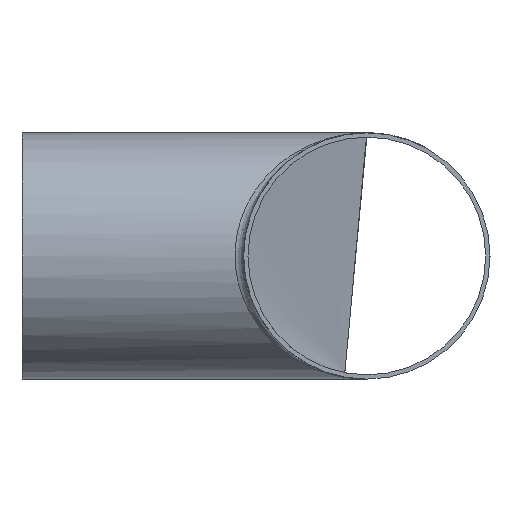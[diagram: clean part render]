
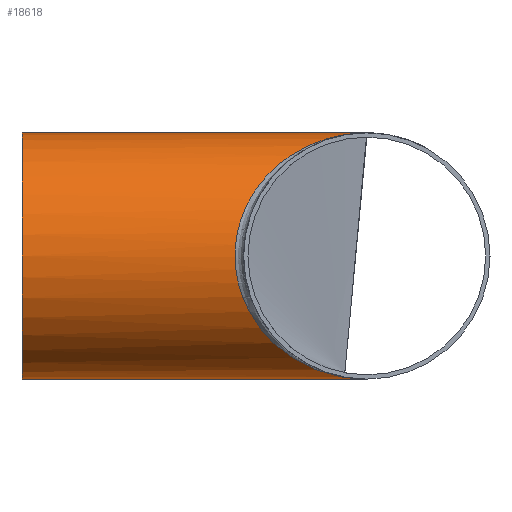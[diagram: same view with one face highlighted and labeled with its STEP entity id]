
A CAD part, left-side view. The second image highlights one B-rep face of the part: STEP entity #18618.
In plain terms, the highlighted cylindrical face has radius 57.15 mm (diameter 114.3 mm), a full revolution.
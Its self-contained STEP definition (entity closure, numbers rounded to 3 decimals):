
#19 = CARTESIAN_POINT ( 'NONE',  ( 0., 160., 57.15 ) ) ;
#69 = EDGE_CURVE ( 'NONE', #7186, #7186, #7427, .T. ) ;
#1007 = CARTESIAN_POINT ( 'NONE',  ( -114.3, 122.3, 57.15 ) ) ;
#1323 =( BOUNDED_CURVE ( )  B_SPLINE_CURVE ( 3, ( #15899, #14446, #1007, #3938 ),
 .UNSPECIFIED., .F., .T. ) 
 B_SPLINE_CURVE_WITH_KNOTS ( ( 4, 4 ),
 ( 4.712, 7.854 ),
 .UNSPECIFIED. ) 
 CURVE ( )  GEOMETRIC_REPRESENTATION_ITEM ( )  RATIONAL_B_SPLINE_CURVE ( ( 1., 0.333, 0.333, 1. ) ) 
 REPRESENTATION_ITEM ( '' )  );
#1330 = DIRECTION ( 'NONE',  ( 0., 0., -1. ) ) ;
#1427 = CARTESIAN_POINT ( 'NONE',  ( 0., 160., 0. ) ) ;
#2803 = FACE_OUTER_BOUND ( 'NONE', #15792, .T. ) ;
#2892 = DIRECTION ( 'NONE',  ( 0., -1., 0. ) ) ;
#3865 = AXIS2_PLACEMENT_3D ( 'NONE', #1427, #2892, #1330 ) ;
#3938 = CARTESIAN_POINT ( 'NONE',  ( 0., 0., 57.15 ) ) ;
#4131 = DIRECTION ( 'NONE',  ( 0., 0., 1. ) ) ;
#4571 = CARTESIAN_POINT ( 'NONE',  ( 0., 0., -57.15 ) ) ;
#4906 = VERTEX_POINT ( 'NONE', #5242 ) ;
#5242 = CARTESIAN_POINT ( 'NONE',  ( 0., 0., 57.15 ) ) ;
#7119 = AXIS2_PLACEMENT_3D ( 'NONE', #7187, #19131, #4131 ) ;
#7186 = VERTEX_POINT ( 'NONE', #19 ) ;
#7187 = CARTESIAN_POINT ( 'NONE',  ( 0., 160., 0. ) ) ;
#7307 = FACE_OUTER_BOUND ( 'NONE', #8351, .T. ) ;
#7427 = CIRCLE ( 'NONE', #7119, 57.15 ) ;
#8351 = EDGE_LOOP ( 'NONE', ( #16326, #12188 ) ) ;
#9133 =( BOUNDED_CURVE ( )  B_SPLINE_CURVE ( 3, ( #16727, #18005, #12331, #4571 ),
 .UNSPECIFIED., .F., .T. ) 
 B_SPLINE_CURVE_WITH_KNOTS ( ( 4, 4 ),
 ( 1.571, 4.712 ),
 .UNSPECIFIED. ) 
 CURVE ( )  GEOMETRIC_REPRESENTATION_ITEM ( )  RATIONAL_B_SPLINE_CURVE ( ( 1., 0.333, 0.333, 1. ) ) 
 REPRESENTATION_ITEM ( '' )  );
#10533 = CYLINDRICAL_SURFACE ( 'NONE', #3865, 57.15 ) ;
#11403 = EDGE_CURVE ( 'NONE', #4906, #12446, #9133, .T. ) ;
#12188 = ORIENTED_EDGE ( 'NONE', *, *, #11403, .T. ) ;
#12331 = CARTESIAN_POINT ( 'NONE',  ( 114.3, 122.3, -57.15 ) ) ;
#12446 = VERTEX_POINT ( 'NONE', #16080 ) ;
#14446 = CARTESIAN_POINT ( 'NONE',  ( -114.3, 122.3, -57.15 ) ) ;
#15792 = EDGE_LOOP ( 'NONE', ( #17861 ) ) ;
#15899 = CARTESIAN_POINT ( 'NONE',  ( 0., 0., -57.15 ) ) ;
#16080 = CARTESIAN_POINT ( 'NONE',  ( 0., 0., -57.15 ) ) ;
#16326 = ORIENTED_EDGE ( 'NONE', *, *, #17040, .T. ) ;
#16727 = CARTESIAN_POINT ( 'NONE',  ( 0., 0., 57.15 ) ) ;
#17040 = EDGE_CURVE ( 'NONE', #12446, #4906, #1323, .T. ) ;
#17861 = ORIENTED_EDGE ( 'NONE', *, *, #69, .F. ) ;
#18005 = CARTESIAN_POINT ( 'NONE',  ( 114.3, 122.3, 57.15 ) ) ;
#18618 = ADVANCED_FACE ( 'NONE', ( #7307, #2803 ), #10533, .T. ) ;
#19131 = DIRECTION ( 'NONE',  ( 0., 1., 0. ) ) ;
